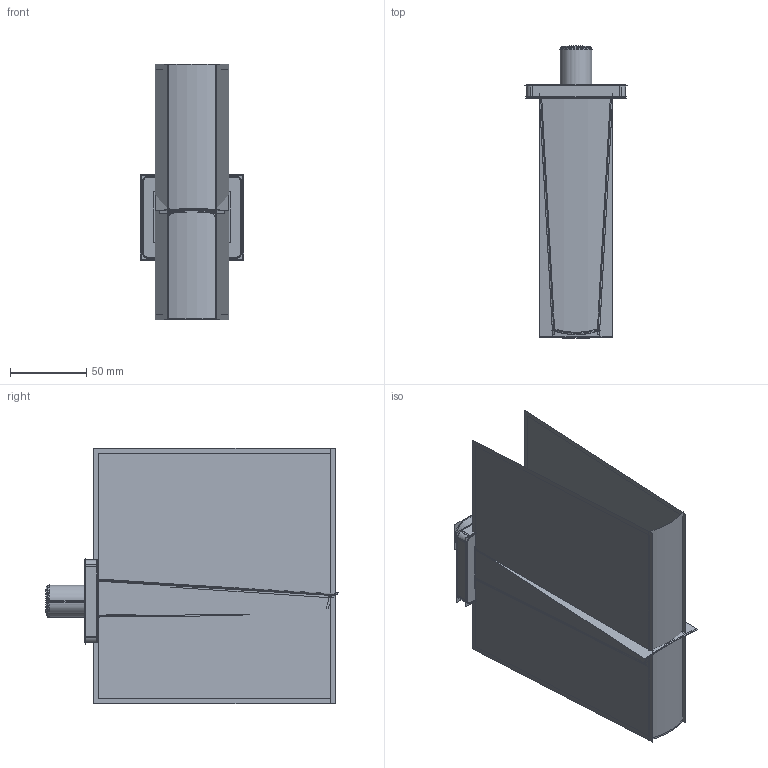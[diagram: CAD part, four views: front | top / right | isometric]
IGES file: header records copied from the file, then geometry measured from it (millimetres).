
Start section:  PTC IGES file: simplicity-square-spout-design_asm.igs
Global section: file name: simplicity-square-spout-design_asm.igs; native system: Creo Parametric by PTC Inc.; preprocessor: 2022162; author: 10114291; organization: Unknown; date: 20231114.143029; units: millimetre
Bounding box: 67.6 x 191.28 x 167.44 mm (x, y, z)
Surface area: 1380910.8 mm2 (no closed solid volume)
Topology: 0 solids, 0 shells, 1148 faces, 17343 edges, 22693 vertices
Faces by surface type: bspline 622, revolution 526
